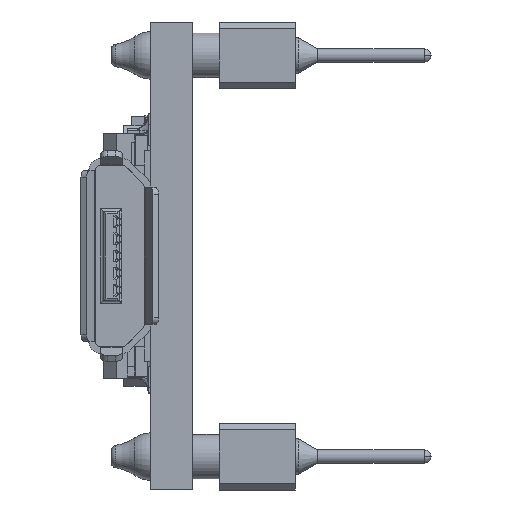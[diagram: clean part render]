
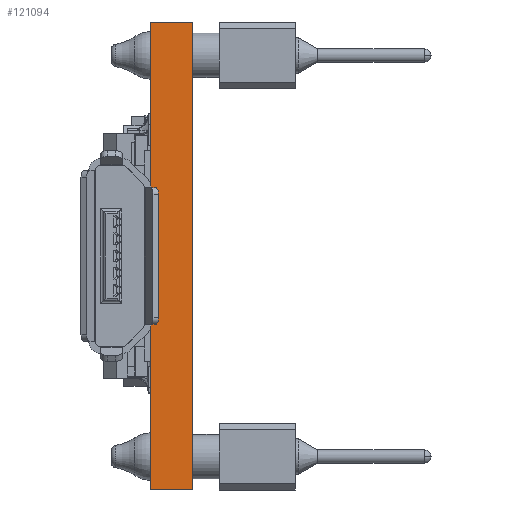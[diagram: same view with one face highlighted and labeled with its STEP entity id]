
A CAD part, left-side view. The second image highlights one B-rep face of the part: STEP entity #121094.
In plain terms, the highlighted planar face has unit normal (-1, 0, 0).
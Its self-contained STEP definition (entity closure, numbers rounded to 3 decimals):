
#1264 = CARTESIAN_POINT ( 'NONE',  ( -3.81, 1.6, -16.51 ) ) ;
#2821 = EDGE_CURVE ( 'NONE', #83654, #81012, #29676, .T. ) ;
#6851 = DIRECTION ( 'NONE',  ( 1., 0., 0. ) ) ;
#7605 = ORIENTED_EDGE ( 'NONE', *, *, #126179, .T. ) ;
#12986 = CARTESIAN_POINT ( 'NONE',  ( -3.81, 0., -16.51 ) ) ;
#17919 = VECTOR ( 'NONE', #74268, 1000. ) ;
#19731 = DIRECTION ( 'NONE',  ( 0., 0., 1. ) ) ;
#25397 = CARTESIAN_POINT ( 'NONE',  ( -3.81, 1.6, 1.27 ) ) ;
#26598 = CARTESIAN_POINT ( 'NONE',  ( -3.81, 1.6, -16.51 ) ) ;
#29676 = LINE ( 'NONE', #50975, #82886 ) ;
#37825 = CARTESIAN_POINT ( 'NONE',  ( -3.81, 0., 1.27 ) ) ;
#38935 = EDGE_CURVE ( 'NONE', #113338, #82442, #66591, .T. ) ;
#40368 = CARTESIAN_POINT ( 'NONE',  ( -3.81, 1.6, -16.51 ) ) ;
#40726 = DIRECTION ( 'NONE',  ( 0., -1., 0. ) ) ;
#44137 = ORIENTED_EDGE ( 'NONE', *, *, #2821, .F. ) ;
#44623 = LINE ( 'NONE', #64260, #17919 ) ;
#50975 = CARTESIAN_POINT ( 'NONE',  ( -3.81, 1.6, 1.27 ) ) ;
#58243 = ORIENTED_EDGE ( 'NONE', *, *, #106807, .F. ) ;
#60649 = VECTOR ( 'NONE', #19731, 1000. ) ;
#64260 = CARTESIAN_POINT ( 'NONE',  ( -3.81, 0., -16.51 ) ) ;
#66591 = LINE ( 'NONE', #1264, #90064 ) ;
#74268 = DIRECTION ( 'NONE',  ( 0., 0., 1. ) ) ;
#76944 = DIRECTION ( 'NONE',  ( 0., 0., -1. ) ) ;
#79767 = CARTESIAN_POINT ( 'NONE',  ( -3.81, 1.6, -16.51 ) ) ;
#81012 = VERTEX_POINT ( 'NONE', #37825 ) ;
#82442 = VERTEX_POINT ( 'NONE', #12986 ) ;
#82801 = FACE_OUTER_BOUND ( 'NONE', #106372, .T. ) ;
#82886 = VECTOR ( 'NONE', #120989, 1000. ) ;
#83654 = VERTEX_POINT ( 'NONE', #25397 ) ;
#87226 = LINE ( 'NONE', #79767, #60649 ) ;
#90064 = VECTOR ( 'NONE', #40726, 1000. ) ;
#98652 = AXIS2_PLACEMENT_3D ( 'NONE', #26598, #6851, #76944 ) ;
#106372 = EDGE_LOOP ( 'NONE', ( #7605, #44137, #58243, #125637 ) ) ;
#106807 = EDGE_CURVE ( 'NONE', #113338, #83654, #87226, .T. ) ;
#113338 = VERTEX_POINT ( 'NONE', #40368 ) ;
#116822 = PLANE ( 'NONE',  #98652 ) ;
#120989 = DIRECTION ( 'NONE',  ( 0., -1., 0. ) ) ;
#121094 = ADVANCED_FACE ( 'NONE', ( #82801 ), #116822, .F. ) ;
#125637 = ORIENTED_EDGE ( 'NONE', *, *, #38935, .T. ) ;
#126179 = EDGE_CURVE ( 'NONE', #82442, #81012, #44623, .T. ) ;
